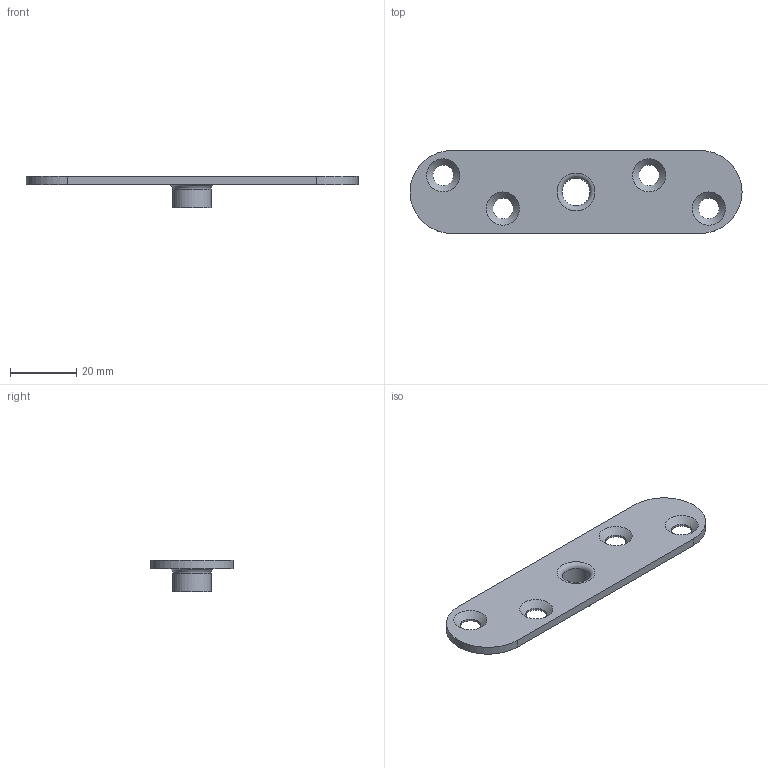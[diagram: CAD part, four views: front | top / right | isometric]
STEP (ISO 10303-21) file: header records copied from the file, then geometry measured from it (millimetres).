
FILE_DESCRIPTION((''),'2;1');
FILE_NAME('36.stp','2009-08-25T14:35:42',('Marc'),(''),'Autodesk Inventor 2010','Autodesk Inventor 2010','');
FILE_SCHEMA(('AUTOMOTIVE_DESIGN { 1 0 10303 214 1 1 1 1 }'));
Length unit declared in the file: millimetre
Products named in the file (1): 36
Bounding box: 100 x 25 x 9.5 mm (x, y, z)
Volume: 5651.9 mm3; surface area: 5542.8 mm2
Topology: 1 solids, 1 shells, 19 faces, 47 edges, 31 vertices
Faces by surface type: bspline 10, plane 5, cylinder 3, torus 1
Full cylindrical faces by diameter (mm): 11.5 x1
Entity records: 673 total; most frequent: CARTESIAN_POINT 273, DIRECTION 72, ORIENTED_EDGE 60, EDGE_LOOP 42, AXIS2_PLACEMENT_3D 32, EDGE_CURVE 30, VERTEX_POINT 26, FACE_BOUND 23
